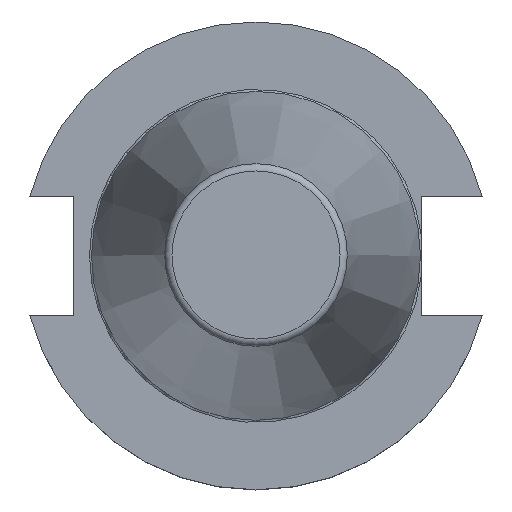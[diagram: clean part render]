
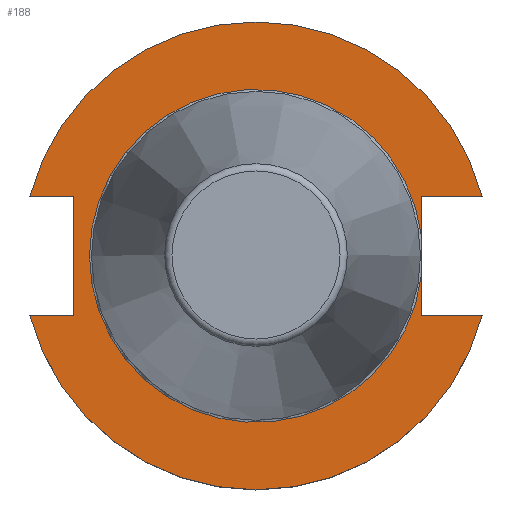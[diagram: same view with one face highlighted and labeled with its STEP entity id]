
A CAD part, top view. The second image highlights one B-rep face of the part: STEP entity #188.
In plain terms, the highlighted planar face has unit normal (0, 0, 1).
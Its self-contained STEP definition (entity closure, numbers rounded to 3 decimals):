
#46=FACE_OUTER_BOUND('',#316,.T.);
#82=LINE('',#1196,#119);
#87=LINE('',#1210,#124);
#94=LINE('',#1240,#131);
#97=LINE('',#1254,#134);
#98=LINE('',#1255,#135);
#99=LINE('',#1257,#136);
#100=LINE('',#1261,#137);
#119=VECTOR('',#944,1.);
#124=VECTOR('',#959,1.);
#131=VECTOR('',#968,1.);
#134=VECTOR('',#985,1.);
#135=VECTOR('',#986,1.);
#136=VECTOR('',#987,1.);
#137=VECTOR('',#990,1.);
#161=PLANE('',#828);
#188=ADVANCED_FACE('CU_FL_SU_5',(#46),#161,.F.);
#316=EDGE_LOOP('',(#435,#436,#437,#438,#439,#440,#441,#442,#443,#444));
#435=ORIENTED_EDGE('',*,*,#660,.T.);
#436=ORIENTED_EDGE('',*,*,#669,.F.);
#437=ORIENTED_EDGE('',*,*,#676,.T.);
#438=ORIENTED_EDGE('',*,*,#671,.T.);
#439=ORIENTED_EDGE('',*,*,#677,.T.);
#440=ORIENTED_EDGE('',*,*,#678,.T.);
#441=ORIENTED_EDGE('',*,*,#679,.T.);
#442=ORIENTED_EDGE('',*,*,#680,.T.);
#443=ORIENTED_EDGE('',*,*,#653,.T.);
#444=ORIENTED_EDGE('',*,*,#674,.F.);
#582=VERTEX_POINT('',#1195);
#583=VERTEX_POINT('',#1197);
#587=VERTEX_POINT('',#1211);
#588=VERTEX_POINT('',#1212);
#594=VERTEX_POINT('',#1239);
#596=VERTEX_POINT('',#1244);
#597=VERTEX_POINT('',#1246);
#599=VERTEX_POINT('',#1256);
#600=VERTEX_POINT('',#1258);
#601=VERTEX_POINT('',#1260);
#653=EDGE_CURVE('',#583,#582,#82,.T.);
#660=EDGE_CURVE('',#587,#588,#87,.T.);
#669=EDGE_CURVE('',#594,#588,#94,.T.);
#671=EDGE_CURVE('',#597,#596,#733,.T.);
#674=EDGE_CURVE('',#587,#582,#735,.T.);
#676=EDGE_CURVE('',#594,#597,#97,.T.);
#677=EDGE_CURVE('',#596,#599,#98,.T.);
#678=EDGE_CURVE('',#599,#600,#99,.T.);
#679=EDGE_CURVE('',#600,#601,#737,.T.);
#680=EDGE_CURVE('',#601,#583,#100,.T.);
#733=CIRCLE('',#821,31.75);
#735=CIRCLE('',#824,31.75);
#737=CIRCLE('',#827,22.6);
#821=AXIS2_PLACEMENT_3D('',#1245,#972,#973);
#824=AXIS2_PLACEMENT_3D('',#1251,#979,#980);
#827=AXIS2_PLACEMENT_3D('',#1259,#988,#989);
#828=AXIS2_PLACEMENT_3D('',#1262,#991,#992);
#944=DIRECTION('',(1.,0.,0.));
#959=DIRECTION('',(1.,0.,0.));
#968=DIRECTION('',(0.,1.,0.));
#972=DIRECTION('',(0.,0.,1.));
#973=DIRECTION('',(-1.,0.,0.));
#979=DIRECTION('',(0.,0.,-1.));
#980=DIRECTION('',(-1.,0.,0.));
#985=DIRECTION('',(-1.,0.,0.));
#986=DIRECTION('',(-1.,0.,0.));
#987=DIRECTION('',(0.,1.,0.));
#988=DIRECTION('',(0.,0.,-1.));
#989=DIRECTION('',(-1.,0.,0.));
#990=DIRECTION('',(0.,1.,0.));
#991=DIRECTION('',(0.,0.,-1.));
#992=DIRECTION('',(-1.,0.,0.));
#1195=CARTESIAN_POINT('',(30.701,8.095,-3.18));
#1196=CARTESIAN_POINT('',(41.75,8.095,-3.18));
#1197=CARTESIAN_POINT('',(22.42,8.095,-3.18));
#1210=CARTESIAN_POINT('',(-41.75,8.095,-3.18));
#1211=CARTESIAN_POINT('',(-30.701,8.095,-3.18));
#1212=CARTESIAN_POINT('',(-24.82,8.095,-3.18));
#1239=CARTESIAN_POINT('',(-24.82,-8.095,-3.18));
#1240=CARTESIAN_POINT('',(-24.82,22.,-3.18));
#1244=CARTESIAN_POINT('',(30.701,-8.095,-3.18));
#1245=CARTESIAN_POINT('',(0.,0.,-3.18));
#1246=CARTESIAN_POINT('',(-30.701,-8.095,-3.18));
#1251=CARTESIAN_POINT('',(0.,0.,-3.18));
#1254=CARTESIAN_POINT('',(-41.75,-8.095,-3.18));
#1255=CARTESIAN_POINT('',(41.75,-8.095,-3.18));
#1256=CARTESIAN_POINT('',(22.42,-8.095,-3.18));
#1257=CARTESIAN_POINT('',(22.42,22.,-3.18));
#1258=CARTESIAN_POINT('',(22.42,-2.847,-3.18));
#1259=CARTESIAN_POINT('',(0.,0.,-3.18));
#1260=CARTESIAN_POINT('',(22.42,2.847,-3.18));
#1261=CARTESIAN_POINT('',(22.42,22.,-3.18));
#1262=CARTESIAN_POINT('',(0.,22.,-3.18));
